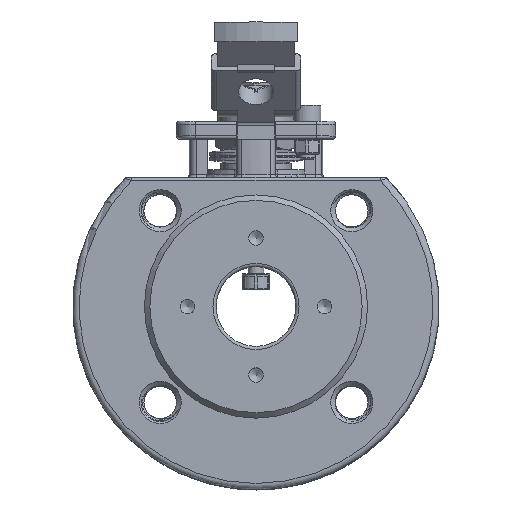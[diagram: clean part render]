
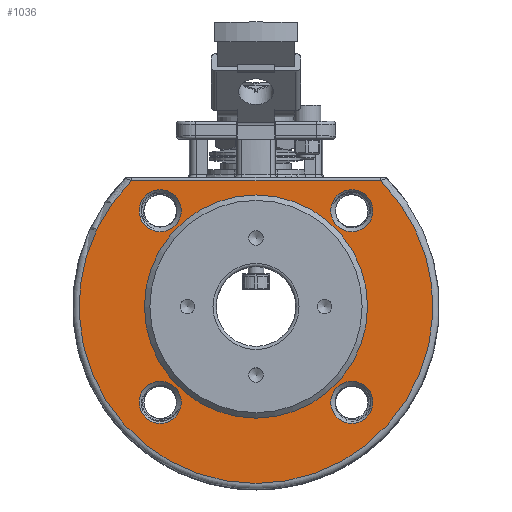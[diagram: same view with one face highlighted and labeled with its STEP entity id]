
A CAD part, top view. The second image highlights one B-rep face of the part: STEP entity #1036.
In plain terms, the highlighted planar face has unit normal (0, 0, 1).
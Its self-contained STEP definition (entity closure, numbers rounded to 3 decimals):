
#1036 = ADVANCED_FACE( 'NONE', ( #2685, #2686, #2687, #2688, #2689, #2690 ), #2691, .T. );
#2685 = FACE_OUTER_BOUND( '', #6607, .T. );
#2686 = FACE_BOUND( '', #6608, .T. );
#2687 = FACE_BOUND( '', #6609, .T. );
#2688 = FACE_BOUND( '', #6610, .T. );
#2689 = FACE_BOUND( '', #6611, .T. );
#2690 = FACE_BOUND( '', #6612, .T. );
#2691 = PLANE( '', #6613 );
#6607 = EDGE_LOOP( '', ( #43896, #43897 ) );
#6608 = EDGE_LOOP( '', ( #43898 ) );
#6609 = EDGE_LOOP( '', ( #43899 ) );
#6610 = EDGE_LOOP( '', ( #43900 ) );
#6611 = EDGE_LOOP( '', ( #43901 ) );
#6612 = EDGE_LOOP( '', ( #43902 ) );
#6613 = AXIS2_PLACEMENT_3D( '', #43903, #43904, #43905 );
#43896 = ORIENTED_EDGE( '', *, *, #51748, .T. );
#43897 = ORIENTED_EDGE( '', *, *, #51749, .T. );
#43898 = ORIENTED_EDGE( '', *, *, #51750, .T. );
#43899 = ORIENTED_EDGE( '', *, *, #51751, .T. );
#43900 = ORIENTED_EDGE( '', *, *, #51752, .T. );
#43901 = ORIENTED_EDGE( '', *, *, #51753, .T. );
#43902 = ORIENTED_EDGE( '', *, *, #51754, .F. );
#43903 = CARTESIAN_POINT( '', ( 0., -5.289, 46. ) );
#43904 = DIRECTION( '', ( 0., 0., 1. ) );
#43905 = DIRECTION( '', ( 1., 0., 0. ) );
#51748 = EDGE_CURVE( 'NONE', #55328, #54597, #55329, .T. );
#51749 = EDGE_CURVE( 'NONE', #54597, #55328, #55330, .T. );
#51750 = EDGE_CURVE( 'NONE', #55331, #55331, #55332, .T. );
#51751 = EDGE_CURVE( 'NONE', #55333, #55333, #55334, .T. );
#51752 = EDGE_CURVE( 'NONE', #55335, #55335, #55336, .T. );
#51753 = EDGE_CURVE( 'NONE', #55337, #55337, #55338, .T. );
#51754 = EDGE_CURVE( 'NONE', #55339, #55339, #55340, .T. );
#54597 = VERTEX_POINT( 'NONE', #60364 );
#55328 = VERTEX_POINT( 'NONE', #63751 );
#55329 = CIRCLE( '', #63752, 55.5 );
#55330 = LINE( '', #63753, #63754 );
#55331 = VERTEX_POINT( '', #63755 );
#55332 = CIRCLE( '', #63756, 6.6 );
#55333 = VERTEX_POINT( '', #63757 );
#55334 = CIRCLE( '', #63758, 6.6 );
#55335 = VERTEX_POINT( '', #63759 );
#55336 = CIRCLE( '', #63760, 6.6 );
#55337 = VERTEX_POINT( '', #63761 );
#55338 = CIRCLE( '', #63762, 6.6 );
#55339 = VERTEX_POINT( '', #63763 );
#55340 = CIRCLE( '', #63764, 35. );
#60364 = CARTESIAN_POINT( '', ( 38.987, 34.211, 46. ) );
#63751 = CARTESIAN_POINT( '', ( -38.987, 34.211, 46. ) );
#63752 = AXIS2_PLACEMENT_3D( '', #79254, #79255, #79256 );
#63753 = CARTESIAN_POINT( '', ( -37.947, 34.211, 46. ) );
#63754 = VECTOR( '', #79257, 1000. );
#63755 = CARTESIAN_POINT( '', ( 36.652, 24.763, 46. ) );
#63756 = AXIS2_PLACEMENT_3D( '', #79258, #79259, #79260 );
#63757 = CARTESIAN_POINT( '', ( 36.652, -35.341, 46. ) );
#63758 = AXIS2_PLACEMENT_3D( '', #79261, #79262, #79263 );
#63759 = CARTESIAN_POINT( '', ( -23.452, -35.341, 46. ) );
#63760 = AXIS2_PLACEMENT_3D( '', #79264, #79265, #79266 );
#63761 = CARTESIAN_POINT( '', ( -23.452, 24.763, 46. ) );
#63762 = AXIS2_PLACEMENT_3D( '', #79267, #79268, #79269 );
#63763 = CARTESIAN_POINT( '', ( 35., -5.289, 46. ) );
#63764 = AXIS2_PLACEMENT_3D( '', #79270, #79271, #79272 );
#79254 = CARTESIAN_POINT( '', ( 0., -5.289, 46. ) );
#79255 = DIRECTION( '', ( 0., 0., 1. ) );
#79256 = DIRECTION( '', ( 1., 0., 0. ) );
#79257 = DIRECTION( '', ( -1., 0., 0. ) );
#79258 = CARTESIAN_POINT( '', ( 30.052, 24.763, 46. ) );
#79259 = DIRECTION( '', ( 0., 0., -1. ) );
#79260 = DIRECTION( '', ( 1., 0., 0. ) );
#79261 = CARTESIAN_POINT( '', ( 30.052, -35.341, 46. ) );
#79262 = DIRECTION( '', ( 0., 0., -1. ) );
#79263 = DIRECTION( '', ( 1., 0., 0. ) );
#79264 = CARTESIAN_POINT( '', ( -30.052, -35.341, 46. ) );
#79265 = DIRECTION( '', ( 0., 0., -1. ) );
#79266 = DIRECTION( '', ( 1., 0., 0. ) );
#79267 = CARTESIAN_POINT( '', ( -30.052, 24.763, 46. ) );
#79268 = DIRECTION( '', ( 0., 0., -1. ) );
#79269 = DIRECTION( '', ( 1., 0., 0. ) );
#79270 = CARTESIAN_POINT( '', ( 0., -5.289, 46. ) );
#79271 = DIRECTION( '', ( 0., 0., 1. ) );
#79272 = DIRECTION( '', ( 1., 0., 0. ) );
